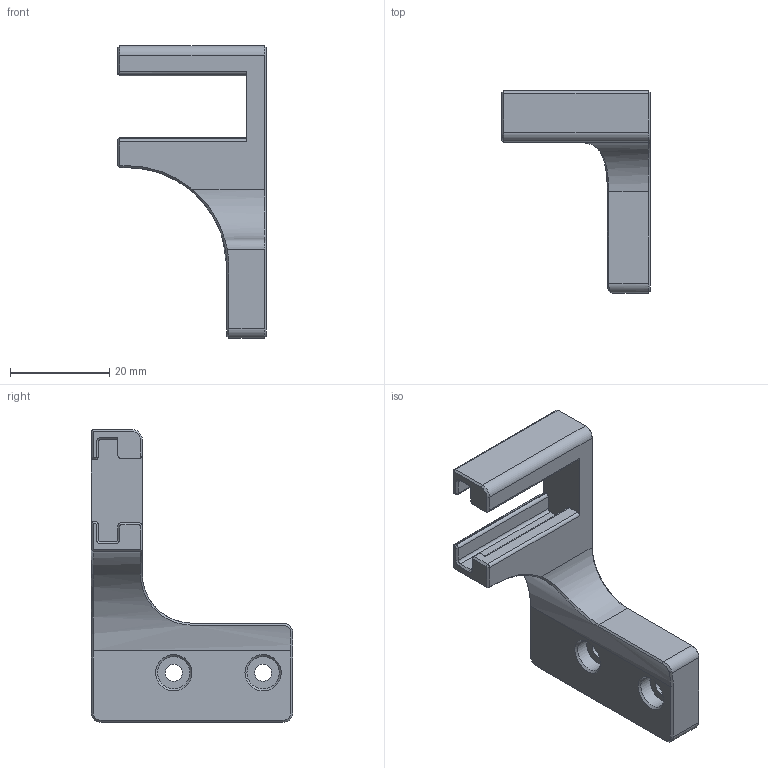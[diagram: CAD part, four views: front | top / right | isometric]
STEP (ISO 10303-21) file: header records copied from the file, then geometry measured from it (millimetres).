
FILE_DESCRIPTION(/* description */ (''),/* implementation_level */ '2;1');
FILE_NAME(/* name */ 'B-Probe_Dock_Hemera_Front-R.stp',/* time_stamp */ '2020-09-19T14:27:27-07:00',/* author */ (''),/* organization */ (''),/* preprocessor_version */ 'ST-DEVELOPER v18.1',/* originating_system */ 'Autodesk Translation Framework v9.3.0.1241',/* authorisation */ '');
FILE_SCHEMA (('AUTOMOTIVE_DESIGN { 1 0 10303 214 3 1 1 }'));
Length unit declared in the file: millimetre
Products named in the file (1): Probe Dock
Bounding box: 30 x 40.65 x 59 mm (x, y, z)
Volume: 11522.1 mm3; surface area: 5928.4 mm2
Topology: 1 solids, 1 shells, 108 faces, 266 edges, 162 vertices
Faces by surface type: plane 54, cylinder 26, cone 24, bspline 4
Full cylindrical faces by diameter (mm): 3.4 x2, 6.5 x2
Entity records: 3334 total; most frequent: CARTESIAN_POINT 711, DIRECTION 546, ORIENTED_EDGE 532, EDGE_CURVE 266, AXIS2_PLACEMENT_3D 183, LINE 180, VECTOR 180, VERTEX_POINT 162
